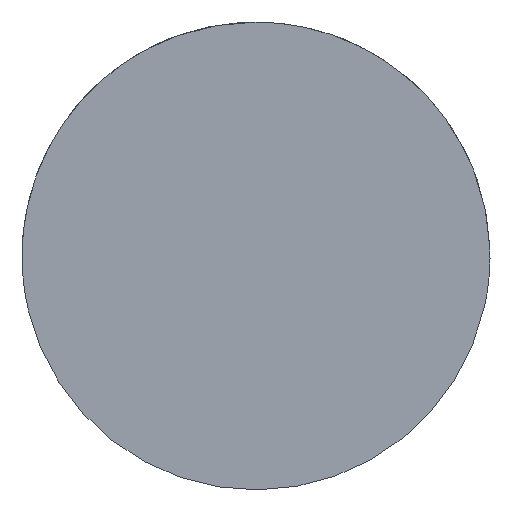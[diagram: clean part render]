
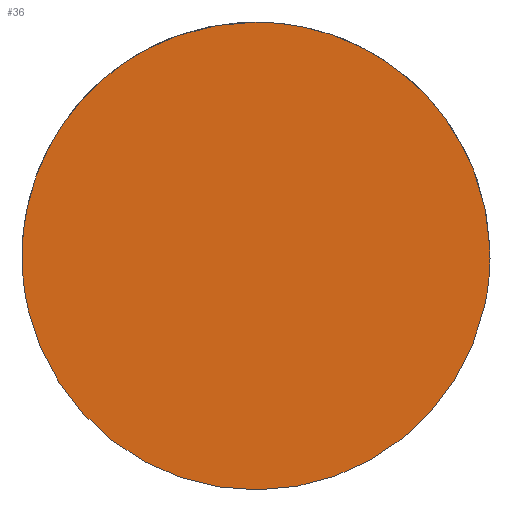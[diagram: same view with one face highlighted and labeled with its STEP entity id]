
A CAD part, left-side view. The second image highlights one B-rep face of the part: STEP entity #36.
In plain terms, the highlighted planar face has unit normal (-1, 0, 0).
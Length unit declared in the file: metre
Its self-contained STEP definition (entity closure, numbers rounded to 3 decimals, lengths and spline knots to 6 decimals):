
#36 = ADVANCED_FACE( '', ( #71 ), #72, .F. );
#71 = FACE_OUTER_BOUND( '', #102, .T. );
#72 = PLANE( '', #103 );
#102 = EDGE_LOOP( '', ( #140, #141, #142, #143, #144, #145, #146 ) );
#103 = AXIS2_PLACEMENT_3D( '', #147, #148, #149 );
#140 = ORIENTED_EDGE( '', *, *, #225, .T. );
#141 = ORIENTED_EDGE( '', *, *, #228, .T. );
#142 = ORIENTED_EDGE( '', *, *, #229, .T. );
#143 = ORIENTED_EDGE( '', *, *, #230, .T. );
#144 = ORIENTED_EDGE( '', *, *, #231, .T. );
#145 = ORIENTED_EDGE( '', *, *, #232, .T. );
#146 = ORIENTED_EDGE( '', *, *, #233, .T. );
#147 = CARTESIAN_POINT( '', ( 0.050297, -0.005637, 0.020013 ) );
#148 = DIRECTION( '', ( 1., 0., 0. ) );
#149 = DIRECTION( '', ( 0., 0., 1. ) );
#225 = EDGE_CURVE( '', #259, #257, #260, .T. );
#228 = EDGE_CURVE( '', #257, #263, #264, .T. );
#229 = EDGE_CURVE( '', #263, #265, #266, .T. );
#230 = EDGE_CURVE( '', #265, #267, #268, .T. );
#231 = EDGE_CURVE( '', #267, #269, #270, .T. );
#232 = EDGE_CURVE( '', #269, #271, #272, .T. );
#233 = EDGE_CURVE( '', #271, #259, #273, .T. );
#257 = VERTEX_POINT( '', #315 );
#259 = VERTEX_POINT( '', #318 );
#260 = CIRCLE( '', #319, 0.005 );
#263 = VERTEX_POINT( '', #325 );
#264 = CIRCLE( '', #326, 0.005139 );
#265 = VERTEX_POINT( '', #327 );
#266 = CIRCLE( '', #328, 0.005 );
#267 = VERTEX_POINT( '', #329 );
#268 = B_SPLINE_CURVE_WITH_KNOTS( '', 3, ( #330, #331, #332, #333, #334, #335, #336, #337, #338, #339 ), .UNSPECIFIED., .F., .F., ( 4, 2, 2, 2, 4 ), ( -0.755097, -0.578288, -0.385977, -0.192989, 0. ), .UNSPECIFIED. );
#269 = VERTEX_POINT( '', #340 );
#270 = B_SPLINE_CURVE_WITH_KNOTS( '', 3, ( #341, #342, #343, #344, #345, #346, #347, #348, #349, #350 ), .UNSPECIFIED., .F., .F., ( 4, 2, 2, 2, 4 ), ( 0., 0.192981, 0.385962, 0.57828, 0.761052 ), .UNSPECIFIED. );
#271 = VERTEX_POINT( '', #351 );
#272 = CIRCLE( '', #352, 0.005 );
#273 = CIRCLE( '', #353, 0.005088 );
#315 = CARTESIAN_POINT( '', ( 0.050297, -0.010518, 0.01893 ) );
#318 = CARTESIAN_POINT( '', ( 0.050297, -0.000773, 0.018859 ) );
#319 = AXIS2_PLACEMENT_3D( '', #387, #388, #389 );
#325 = CARTESIAN_POINT( '', ( 0.050297, -0.010614, 0.019542 ) );
#326 = AXIS2_PLACEMENT_3D( '', #390, #391, #392 );
#327 = CARTESIAN_POINT( '', ( 0.050297, -0.010634, 0.020166 ) );
#328 = AXIS2_PLACEMENT_3D( '', #393, #394, #395 );
#329 = CARTESIAN_POINT( '', ( 0.050297, -0.005637, 0.02501 ) );
#330 = CARTESIAN_POINT( '', ( 0.050297, -0.010634, 0.020166 ) );
#331 = CARTESIAN_POINT( '', ( 0.050297, -0.010615, 0.02076 ) );
#332 = CARTESIAN_POINT( '', ( 0.050297, -0.010486, 0.021376 ) );
#333 = CARTESIAN_POINT( '', ( 0.050297, -0.009992, 0.022556 ) );
#334 = CARTESIAN_POINT( '', ( 0.050297, -0.009609, 0.02311 ) );
#335 = CARTESIAN_POINT( '', ( 0.050297, -0.008735, 0.023984 ) );
#336 = CARTESIAN_POINT( '', ( 0.050297, -0.008181, 0.024366 ) );
#337 = CARTESIAN_POINT( '', ( 0.050297, -0.006955, 0.024879 ) );
#338 = CARTESIAN_POINT( '', ( 0.050297, -0.00628, 0.02501 ) );
#339 = CARTESIAN_POINT( '', ( 0.050297, -0.005637, 0.02501 ) );
#340 = CARTESIAN_POINT( '', ( 0.050297, -0.000638, 0.020106 ) );
#341 = CARTESIAN_POINT( '', ( 0.050297, -0.005637, 0.02501 ) );
#342 = CARTESIAN_POINT( '', ( 0.050297, -0.004994, 0.02501 ) );
#343 = CARTESIAN_POINT( '', ( 0.050297, -0.004319, 0.024879 ) );
#344 = CARTESIAN_POINT( '', ( 0.050297, -0.003093, 0.024366 ) );
#345 = CARTESIAN_POINT( '', ( 0.050297, -0.002539, 0.023984 ) );
#346 = CARTESIAN_POINT( '', ( 0.050297, -0.001665, 0.02311 ) );
#347 = CARTESIAN_POINT( '', ( 0.050297, -0.001282, 0.022556 ) );
#348 = CARTESIAN_POINT( '', ( 0.050297, -0.00078, 0.021357 ) );
#349 = CARTESIAN_POINT( '', ( 0.050297, -0.00065, 0.020718 ) );
#350 = CARTESIAN_POINT( '', ( 0.050297, -0.000638, 0.020106 ) );
#351 = CARTESIAN_POINT( '', ( 0.050297, -0.00065, 0.019653 ) );
#352 = AXIS2_PLACEMENT_3D( '', #396, #397, #398 );
#353 = AXIS2_PLACEMENT_3D( '', #399, #400, #401 );
#387 = CARTESIAN_POINT( '', ( 0.050297, -0.005637, 0.020015 ) );
#388 = DIRECTION( '', ( -1., 0., 0. ) );
#389 = DIRECTION( '', ( 0., 1., 0. ) );
#390 = CARTESIAN_POINT( '', ( 0.050297, -0.005499, 0.020038 ) );
#391 = DIRECTION( '', ( -1., 0., 0. ) );
#392 = DIRECTION( '', ( 0., -1., 0. ) );
#393 = CARTESIAN_POINT( '', ( 0.050297, -0.005637, 0.020015 ) );
#394 = DIRECTION( '', ( -1., 0., 0. ) );
#395 = DIRECTION( '', ( 0., 1., 0. ) );
#396 = CARTESIAN_POINT( '', ( 0.050297, -0.005637, 0.020015 ) );
#397 = DIRECTION( '', ( -1., 0., 0. ) );
#398 = DIRECTION( '', ( 0., 1., 0. ) );
#399 = CARTESIAN_POINT( '', ( 0.050297, -0.005724, 0.02003 ) );
#400 = DIRECTION( '', ( -1., 0., 0. ) );
#401 = DIRECTION( '', ( 0., -1., 0. ) );
